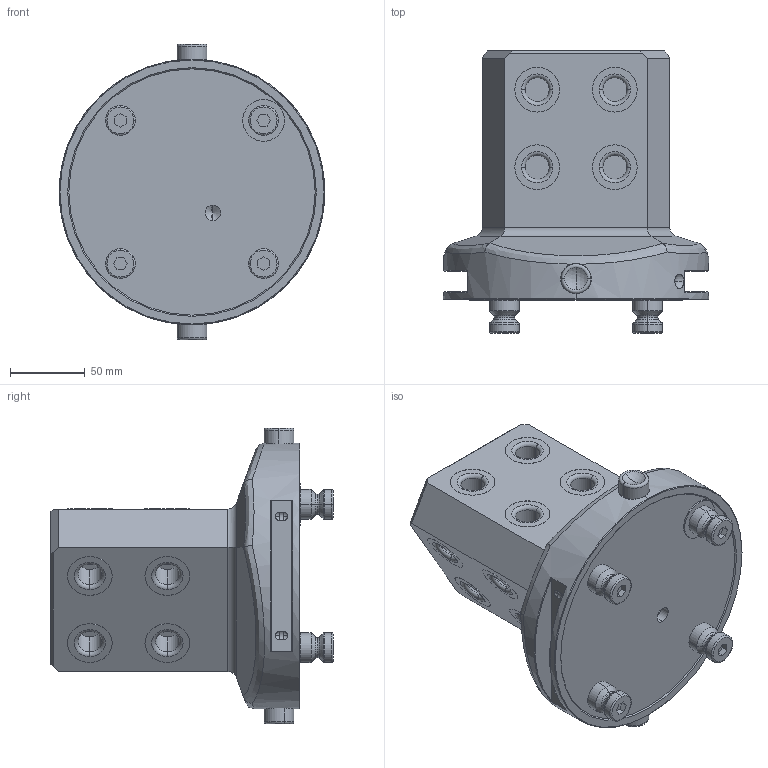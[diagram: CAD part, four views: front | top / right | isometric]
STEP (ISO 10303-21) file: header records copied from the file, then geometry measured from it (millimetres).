
FILE_DESCRIPTION (( 'STEP AP203' ), '1' );
FILE_NAME ('45352.STEP', '2012-06-12T13:52:40', ( '' ), ( '' ), 'SwSTEP 2.0', 'SolidWorks 2011', '' );
FILE_SCHEMA (( 'CONFIG_CONTROL_DESIGN' ));
Length unit declared in the file: millimetre
Products named in the file (1): 45352
Bounding box: 178 x 189 x 198 mm (x, y, z)
Volume: 2037615.6 mm3; surface area: 162756 mm2
Topology: 11 solids, 11 shells, 471 faces, 1010 edges, 609 vertices
Faces by surface type: cylinder 158, plane 139, cone 86, torus 60, sphere 22, bspline 6
Entity records: 13243 total; most frequent: CARTESIAN_POINT 2781, DIRECTION 2389, ORIENTED_EDGE 1980, EDGE_CURVE 990, AXIS2_PLACEMENT_3D 984, VERTEX_POINT 609, EDGE_LOOP 541, CIRCLE 518
